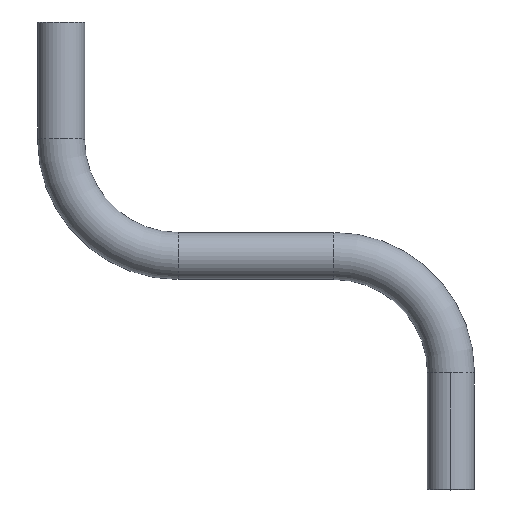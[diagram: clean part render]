
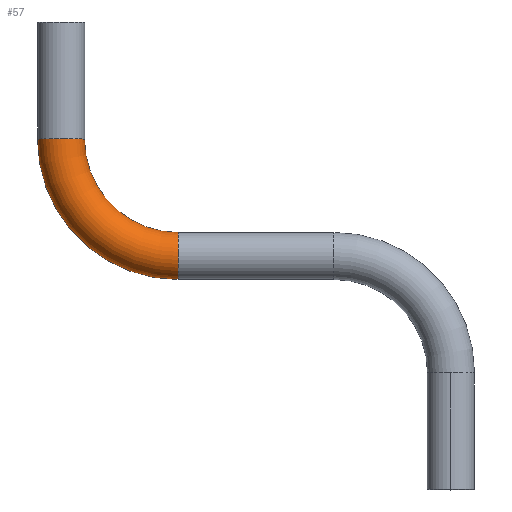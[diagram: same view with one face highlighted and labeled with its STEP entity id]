
A CAD part, top view. The second image highlights one B-rep face of the part: STEP entity #57.
In plain terms, the highlighted toroidal (fillet/blend) face has major radius 150 mm and minor radius 30.15 mm.
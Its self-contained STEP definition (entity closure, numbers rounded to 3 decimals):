
#57 = ADVANCED_FACE ( 'NONE', ( #852 ), #860, .T. ) ;
#58 = EDGE_LOOP ( 'NONE', ( #59, #63, #66, #69 ) ) ;
#59 = ORIENTED_EDGE ( 'NONE', *, *, #60, .F. ) ;
#60 = EDGE_CURVE ( 'NONE', #61, #62, #842, .T. ) ;
#61 = VERTEX_POINT ( 'NONE', #804 ) ;
#62 = VERTEX_POINT ( 'NONE', #803 ) ;
#63 = ORIENTED_EDGE ( 'NONE', *, *, #64, .T. ) ;
#64 = EDGE_CURVE ( 'NONE', #61, #65, #724, .T. ) ;
#65 = VERTEX_POINT ( 'NONE', #853 ) ;
#66 = ORIENTED_EDGE ( 'NONE', *, *, #67, .T. ) ;
#67 = EDGE_CURVE ( 'NONE', #65, #68, #867, .T. ) ;
#68 = VERTEX_POINT ( 'NONE', #862 ) ;
#69 = ORIENTED_EDGE ( 'NONE', *, *, #70, .F. ) ;
#70 = EDGE_CURVE ( 'NONE', #62, #68, #861, .T. ) ;
#694 = CARTESIAN_POINT ( 'NONE',  ( 150., -150., 0. ) ) ;
#723 = AXIS2_PLACEMENT_3D ( 'NONE', #856, #855, #854 ) ;
#724 = CIRCLE ( 'NONE', #723, 180.15 ) ;
#803 = CARTESIAN_POINT ( 'NONE',  ( 30.15, -150., 0. ) ) ;
#804 = CARTESIAN_POINT ( 'NONE',  ( -30.15, -150., 0. ) ) ;
#805 = DIRECTION ( 'NONE',  ( 0., 0., 1. ) ) ;
#806 = DIRECTION ( 'NONE',  ( 0., 1., 0. ) ) ;
#840 = CARTESIAN_POINT ( 'NONE',  ( 0., -150., 0. ) ) ;
#841 = AXIS2_PLACEMENT_3D ( 'NONE', #840, #806, #805 ) ;
#842 = CIRCLE ( 'NONE', #841, 30.15 ) ;
#846 = DIRECTION ( 'NONE',  ( 1., 0., 0. ) ) ;
#847 = DIRECTION ( 'NONE',  ( 0., 0., 1. ) ) ;
#848 = CARTESIAN_POINT ( 'NONE',  ( 150., -150., 0. ) ) ;
#849 = AXIS2_PLACEMENT_3D ( 'NONE', #848, #847, #846 ) ;
#852 = FACE_OUTER_BOUND ( 'NONE', #58, .T. ) ;
#853 = CARTESIAN_POINT ( 'NONE',  ( 150., -330.15, 0. ) ) ;
#854 = DIRECTION ( 'NONE',  ( 1., 0., 0. ) ) ;
#855 = DIRECTION ( 'NONE',  ( 0., 0., 1. ) ) ;
#856 = CARTESIAN_POINT ( 'NONE',  ( 150., -150., 0. ) ) ;
#857 = DIRECTION ( 'NONE',  ( 1., 0., 0. ) ) ;
#858 = DIRECTION ( 'NONE',  ( 0., 0., 1. ) ) ;
#859 = AXIS2_PLACEMENT_3D ( 'NONE', #694, #858, #857 ) ;
#860 = TOROIDAL_SURFACE ( 'NONE', #859, 150., 30.15 ) ;
#861 = CIRCLE ( 'NONE', #849, 119.85 ) ;
#862 = CARTESIAN_POINT ( 'NONE',  ( 150., -269.85, 0. ) ) ;
#863 = DIRECTION ( 'NONE',  ( 0., 0., 1. ) ) ;
#864 = DIRECTION ( 'NONE',  ( -1., 0., 0. ) ) ;
#865 = CARTESIAN_POINT ( 'NONE',  ( 150., -300., 0. ) ) ;
#866 = AXIS2_PLACEMENT_3D ( 'NONE', #865, #864, #863 ) ;
#867 = CIRCLE ( 'NONE', #866, 30.15 ) ;
